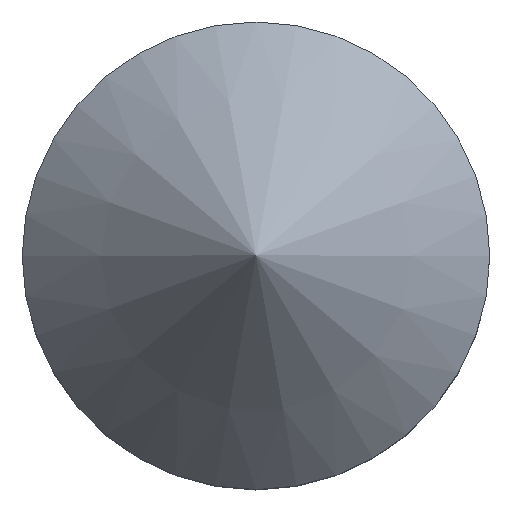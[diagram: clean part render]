
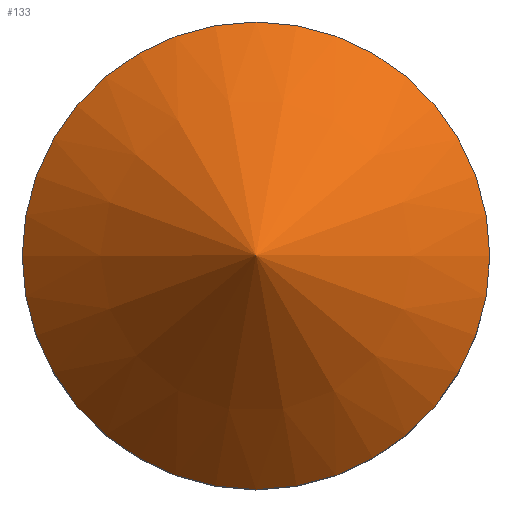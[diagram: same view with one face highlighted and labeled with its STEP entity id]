
A CAD part, top view. The second image highlights one B-rep face of the part: STEP entity #133.
In plain terms, the highlighted conical face has half-angle 45 degrees and reference radius 0.45 mm.
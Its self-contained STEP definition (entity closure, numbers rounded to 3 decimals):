
#102 = EDGE_CURVE('',#103,#105,#107,.T.);
#103 = VERTEX_POINT('',#104);
#104 = CARTESIAN_POINT('',(0.45,0.,6.955));
#105 = VERTEX_POINT('',#106);
#106 = CARTESIAN_POINT('',(-0.45,0.,6.955));
#107 = CIRCLE('',#108,0.45);
#108 = AXIS2_PLACEMENT_3D('',#109,#110,#111);
#109 = CARTESIAN_POINT('',(0.,0.,6.955)
  );
#110 = DIRECTION('',(0.,0.,1.));
#111 = DIRECTION('',(1.,0.,0.));
#113 = EDGE_CURVE('',#105,#103,#114,.T.);
#114 = CIRCLE('',#115,0.45);
#115 = AXIS2_PLACEMENT_3D('',#116,#117,#118);
#116 = CARTESIAN_POINT('',(0.,0.,6.955)
  );
#117 = DIRECTION('',(0.,0.,1.));
#118 = DIRECTION('',(1.,0.,0.));
#133 = ADVANCED_FACE('',(#134),#147,.T.);
#134 = FACE_BOUND('',#135,.T.);
#135 = EDGE_LOOP('',(#136,#144,#145,#146));
#136 = ORIENTED_EDGE('',*,*,#137,.T.);
#137 = EDGE_CURVE('',#138,#105,#140,.T.);
#138 = VERTEX_POINT('',#139);
#139 = CARTESIAN_POINT('',(0.,0.,7.405));
#140 = LINE('',#141,#142);
#141 = CARTESIAN_POINT('',(-0.45,0.,6.955));
#142 = VECTOR('',#143,1.);
#143 = DIRECTION('',(-0.707,0.,
    -0.707));
#144 = ORIENTED_EDGE('',*,*,#113,.T.);
#145 = ORIENTED_EDGE('',*,*,#102,.T.);
#146 = ORIENTED_EDGE('',*,*,#137,.F.);
#147 = CONICAL_SURFACE('',#148,0.45,0.785);
#148 = AXIS2_PLACEMENT_3D('',#149,#150,#151);
#149 = CARTESIAN_POINT('',(0.,0.,6.955)
  );
#150 = DIRECTION('',(0.,0.,-1.));
#151 = DIRECTION('',(1.,0.,0.));
